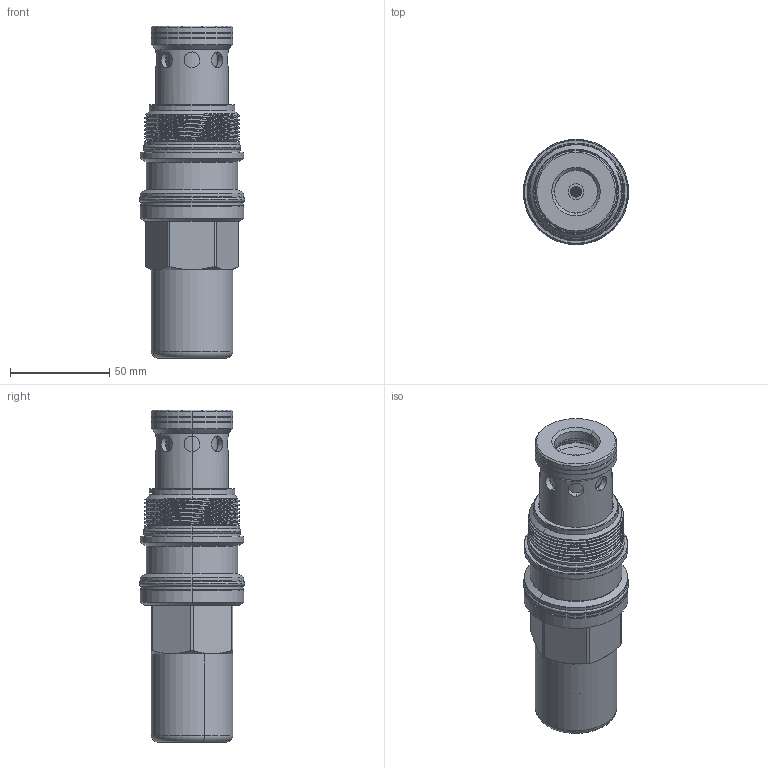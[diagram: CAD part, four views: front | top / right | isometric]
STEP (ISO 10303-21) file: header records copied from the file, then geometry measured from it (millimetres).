
FILE_DESCRIPTION (( 'STEP AP203' ), '1' );
FILE_NAME ('SP19A3G-C.STEP', '2020-03-27T02:49:12', ( '' ), ( '' ), 'SwSTEP 2.0', 'SolidWorks 2018', '' );
FILE_SCHEMA (( 'CONFIG_CONTROL_DESIGN' ));
Length unit declared in the file: millimetre
Products named in the file (1): SP19A3G-C
Bounding box: 53.11 x 53.11 x 167.36 mm (x, y, z)
Volume: 209947.5 mm3; surface area: 49953.3 mm2
Topology: 7 solids, 7 shells, 746 faces, 2034 edges, 1287 vertices
Faces by surface type: cylinder 546, plane 63, cone 62, torus 58, bspline 9, sphere 8
Entity records: 55996 total; most frequent: CARTESIAN_POINT 37988, ORIENTED_EDGE 4064, DIRECTION 2968, EDGE_CURVE 2032, VERTEX_POINT 1287, AXIS2_PLACEMENT_3D 1156, EDGE_LOOP 1155, B_SPLINE_CURVE_WITH_KNOTS 885
